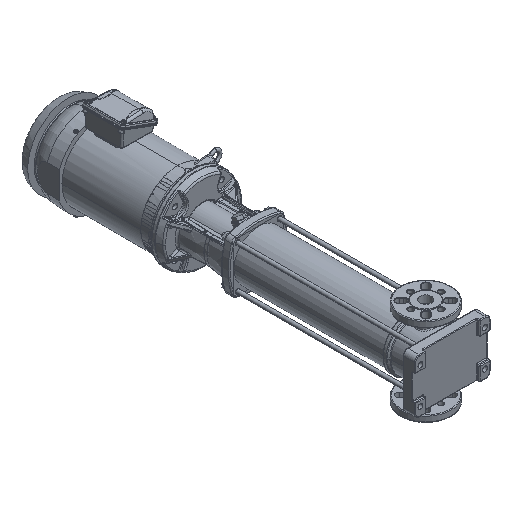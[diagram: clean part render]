
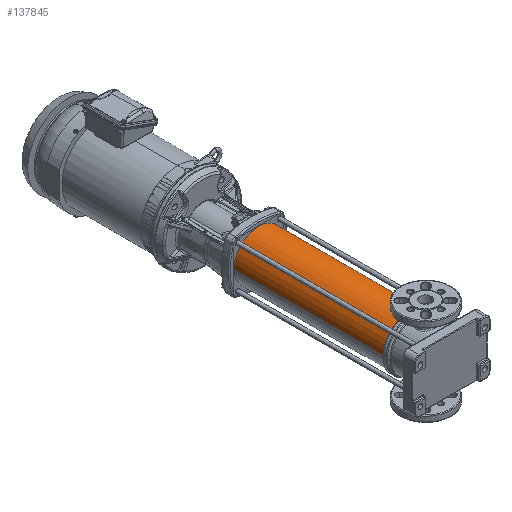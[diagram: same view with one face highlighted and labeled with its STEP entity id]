
A CAD part, isometric view. The second image highlights one B-rep face of the part: STEP entity #137845.
In plain terms, the highlighted cylindrical face has radius 68.75 mm (diameter 137.5 mm), a partial arc.
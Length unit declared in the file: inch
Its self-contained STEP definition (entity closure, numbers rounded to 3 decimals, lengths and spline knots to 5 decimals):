
#3979 = CARTESIAN_POINT ( 'NONE',  ( 0., 1.54331, 0. ) ) ;
#8005 = AXIS2_PLACEMENT_3D ( 'NONE', #3979, #158580, #171443 ) ;
#9083 = CARTESIAN_POINT ( 'NONE',  ( 0., 1.85827, -2.70669 ) ) ;
#12356 = CARTESIAN_POINT ( 'NONE',  ( 0., 18.36614, 2.70669 ) ) ;
#17020 = CARTESIAN_POINT ( 'NONE',  ( 0., 1.54331, 2.70669 ) ) ;
#19262 = AXIS2_PLACEMENT_3D ( 'NONE', #143879, #32514, #48136 ) ;
#27601 = VECTOR ( 'NONE', #158693, 39.37008 ) ;
#29905 = CARTESIAN_POINT ( 'NONE',  ( 0., 18.36614, 0. ) ) ;
#32514 = DIRECTION ( 'NONE',  ( 0., 1., 0. ) ) ;
#32898 = EDGE_CURVE ( 'NONE', #82854, #57975, #58218, .T. ) ;
#36496 = CARTESIAN_POINT ( 'NONE',  ( 0., 18.36614, -2.70669 ) ) ;
#40317 = ORIENTED_EDGE ( 'NONE', *, *, #81914, .T. ) ;
#48136 = DIRECTION ( 'NONE',  ( 0., 0., 1. ) ) ;
#48651 = EDGE_LOOP ( 'NONE', ( #85472, #133977, #40317, #131672 ) ) ;
#57975 = VERTEX_POINT ( 'NONE', #178504 ) ;
#58218 = CIRCLE ( 'NONE', #19262, 2.70669 ) ;
#64091 = VECTOR ( 'NONE', #166747, 39.37008 ) ;
#81914 = EDGE_CURVE ( 'NONE', #57975, #159676, #171560, .T. ) ;
#82854 = VERTEX_POINT ( 'NONE', #9083 ) ;
#85472 = ORIENTED_EDGE ( 'NONE', *, *, #106845, .F. ) ;
#85868 = AXIS2_PLACEMENT_3D ( 'NONE', #29905, #157800, #143080 ) ;
#87729 = CYLINDRICAL_SURFACE ( 'NONE', #8005, 2.70669 ) ;
#106845 = EDGE_CURVE ( 'NONE', #82854, #147857, #151112, .T. ) ;
#123736 = CIRCLE ( 'NONE', #85868, 2.70669 ) ;
#131672 = ORIENTED_EDGE ( 'NONE', *, *, #162581, .T. ) ;
#133977 = ORIENTED_EDGE ( 'NONE', *, *, #32898, .T. ) ;
#137845 = ADVANCED_FACE ( 'NONE', ( #169643 ), #87729, .T. ) ;
#143080 = DIRECTION ( 'NONE',  ( 0., 0., -1. ) ) ;
#143879 = CARTESIAN_POINT ( 'NONE',  ( 0., 1.85827, 0. ) ) ;
#147857 = VERTEX_POINT ( 'NONE', #36496 ) ;
#151112 = LINE ( 'NONE', #152949, #64091 ) ;
#152949 = CARTESIAN_POINT ( 'NONE',  ( 0., 1.54331, -2.70669 ) ) ;
#157800 = DIRECTION ( 'NONE',  ( 0., -1., 0. ) ) ;
#158580 = DIRECTION ( 'NONE',  ( 0., 1., 0. ) ) ;
#158693 = DIRECTION ( 'NONE',  ( 0., 1., 0. ) ) ;
#159676 = VERTEX_POINT ( 'NONE', #12356 ) ;
#162581 = EDGE_CURVE ( 'NONE', #159676, #147857, #123736, .T. ) ;
#166747 = DIRECTION ( 'NONE',  ( 0., 1., 0. ) ) ;
#169643 = FACE_OUTER_BOUND ( 'NONE', #48651, .T. ) ;
#171443 = DIRECTION ( 'NONE',  ( 0., 0., 1. ) ) ;
#171560 = LINE ( 'NONE', #17020, #27601 ) ;
#178504 = CARTESIAN_POINT ( 'NONE',  ( 0., 1.85827, 2.70669 ) ) ;
